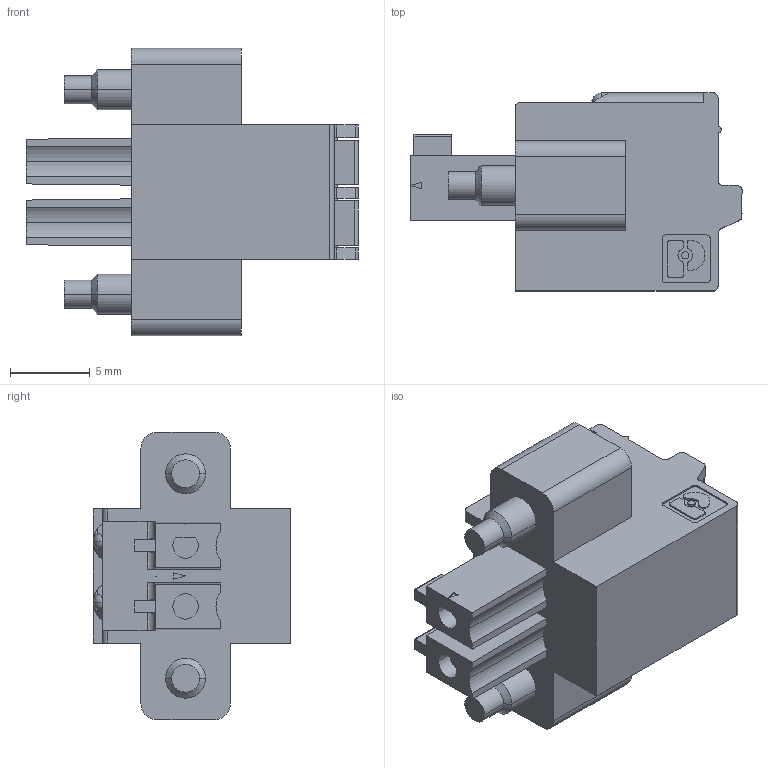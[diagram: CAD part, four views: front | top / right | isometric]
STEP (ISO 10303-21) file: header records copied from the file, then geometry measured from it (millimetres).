
FILE_DESCRIPTION(('SolidDesigner STEP Export'),'1');
FILE_NAME('fk-mcp_1.5-2-stf-3.81.stp','2000-11-24T13:56:58',(''),(''), 'SolidDesigner STEP processor Version: 7.0(Mar 1999)for AP214(CD)(Solid Model)', 'CoCreate SolidDesigner: 08.01 19-Jun-2000(C) CoCreate Software GmbH','');
FILE_SCHEMA(('AUTOMOTIVE_DESIGN_CC2 {1 2 10303 214 -1 1 5 1}'));
Length unit declared in the file: millimetre
Products named in the file (2): fk-mcp_1.5-2-stf-3.81
Assembly tree (1 placements, depth 2):
  fk-mcp_1.5-2-stf-3.81
    fk-mcp_1.5-2-stf-3.81
Bounding box: 20.8 x 12.4 x 18.01 mm (x, y, z)
Volume: 1657.2 mm3; surface area: 1568.9 mm2
Topology: 1 solids, 1 shells, 312 faces, 818 edges, 522 vertices
Faces by surface type: plane 171, cylinder 117, cone 16, sphere 8
Entity records: 12184 total; most frequent: CARTESIAN_POINT 2293, ORIENTED_EDGE 1620, DIRECTION 1438, EDGE_CURVE 810, VERTEX_POINT 522, VECTOR 496, LINE 496, AXIS2_PLACEMENT_3D 471
